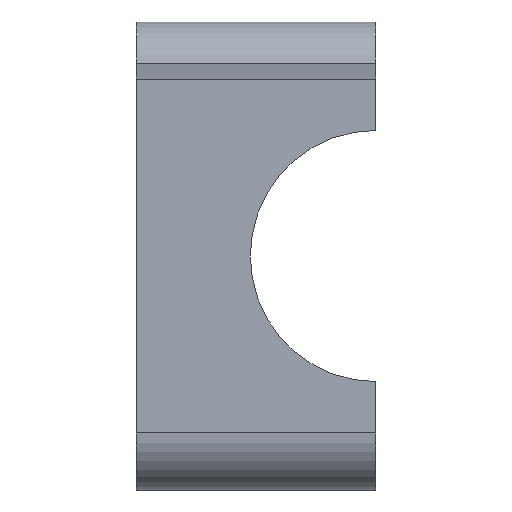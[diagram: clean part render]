
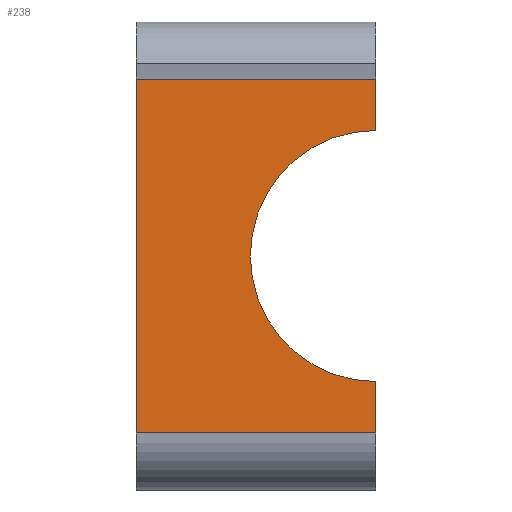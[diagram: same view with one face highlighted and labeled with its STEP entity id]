
A CAD part, left-side view. The second image highlights one B-rep face of the part: STEP entity #238.
In plain terms, the highlighted planar face has unit normal (-1, 0, 0).
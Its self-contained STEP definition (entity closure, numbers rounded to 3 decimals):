
#2 = CARTESIAN_POINT ( 'NONE',  ( -61.453, 21., 0. ) ) ;
#5 = DIRECTION ( 'NONE',  ( 0., 0., 1. ) ) ;
#14 = VERTEX_POINT ( 'NONE', #683 ) ;
#30 = LINE ( 'NONE', #934, #323 ) ;
#61 = ORIENTED_EDGE ( 'NONE', *, *, #1090, .F. ) ;
#68 = LINE ( 'NONE', #772, #97 ) ;
#97 = VECTOR ( 'NONE', #277, 1000. ) ;
#133 = LINE ( 'NONE', #527, #348 ) ;
#140 = VECTOR ( 'NONE', #5, 1000. ) ;
#142 = CARTESIAN_POINT ( 'NONE',  ( -61.453, 21., 0. ) ) ;
#185 = ORIENTED_EDGE ( 'NONE', *, *, #858, .T. ) ;
#205 = CARTESIAN_POINT ( 'NONE',  ( -61.453, 0., 31. ) ) ;
#238 = ADVANCED_FACE ( 'NONE', ( #499 ), #317, .F. ) ;
#268 = VECTOR ( 'NONE', #912, 1000. ) ;
#277 = DIRECTION ( 'NONE',  ( 0., -1., 0. ) ) ;
#304 = LINE ( 'NONE', #991, #140 ) ;
#317 = PLANE ( 'NONE',  #1022 ) ;
#323 = VECTOR ( 'NONE', #432, 1000. ) ;
#334 = DIRECTION ( 'NONE',  ( 0., 0., -1. ) ) ;
#348 = VECTOR ( 'NONE', #1217, 1000. ) ;
#404 = DIRECTION ( 'NONE',  ( 1., 0., 0. ) ) ;
#432 = DIRECTION ( 'NONE',  ( 0., 0., 1. ) ) ;
#439 = CARTESIAN_POINT ( 'NONE',  ( -61.453, 0., 0. ) ) ;
#449 = ORIENTED_EDGE ( 'NONE', *, *, #1155, .T. ) ;
#499 = FACE_OUTER_BOUND ( 'NONE', #1160, .T. ) ;
#527 = CARTESIAN_POINT ( 'NONE',  ( -61.453, 21., 31. ) ) ;
#624 = VERTEX_POINT ( 'NONE', #1215 ) ;
#683 = CARTESIAN_POINT ( 'NONE',  ( -61.453, 0., 26.5 ) ) ;
#697 = VERTEX_POINT ( 'NONE', #205 ) ;
#709 = DIRECTION ( 'NONE',  ( 0., 0., -1. ) ) ;
#730 = CARTESIAN_POINT ( 'NONE',  ( -61.453, 0., 0. ) ) ;
#750 = VERTEX_POINT ( 'NONE', #787 ) ;
#772 = CARTESIAN_POINT ( 'NONE',  ( -61.453, 21., 0. ) ) ;
#787 = CARTESIAN_POINT ( 'NONE',  ( -61.453, 21., 31. ) ) ;
#818 = CIRCLE ( 'NONE', #1105, 11. ) ;
#829 = ORIENTED_EDGE ( 'NONE', *, *, #1197, .T. ) ;
#834 = DIRECTION ( 'NONE',  ( 1., 0., 0. ) ) ;
#850 = ORIENTED_EDGE ( 'NONE', *, *, #1014, .F. ) ;
#858 = EDGE_CURVE ( 'NONE', #1091, #1103, #68, .T. ) ;
#912 = DIRECTION ( 'NONE',  ( 0., 0., 1. ) ) ;
#934 = CARTESIAN_POINT ( 'NONE',  ( -61.453, 0., 0. ) ) ;
#991 = CARTESIAN_POINT ( 'NONE',  ( -61.453, 21., 0. ) ) ;
#1014 = EDGE_CURVE ( 'NONE', #1091, #750, #304, .T. ) ;
#1022 = AXIS2_PLACEMENT_3D ( 'NONE', #2, #404, #709 ) ;
#1029 = LINE ( 'NONE', #439, #268 ) ;
#1034 = ORIENTED_EDGE ( 'NONE', *, *, #1041, .T. ) ;
#1041 = EDGE_CURVE ( 'NONE', #624, #14, #818, .T. ) ;
#1090 = EDGE_CURVE ( 'NONE', #750, #697, #133, .T. ) ;
#1091 = VERTEX_POINT ( 'NONE', #142 ) ;
#1103 = VERTEX_POINT ( 'NONE', #730 ) ;
#1105 = AXIS2_PLACEMENT_3D ( 'NONE', #1120, #834, #334 ) ;
#1120 = CARTESIAN_POINT ( 'NONE',  ( -61.453, 0., 15.5 ) ) ;
#1155 = EDGE_CURVE ( 'NONE', #14, #697, #1029, .T. ) ;
#1160 = EDGE_LOOP ( 'NONE', ( #829, #1034, #449, #61, #850, #185 ) ) ;
#1197 = EDGE_CURVE ( 'NONE', #1103, #624, #30, .T. ) ;
#1215 = CARTESIAN_POINT ( 'NONE',  ( -61.453, 0., 4.5 ) ) ;
#1217 = DIRECTION ( 'NONE',  ( 0., -1., 0. ) ) ;
